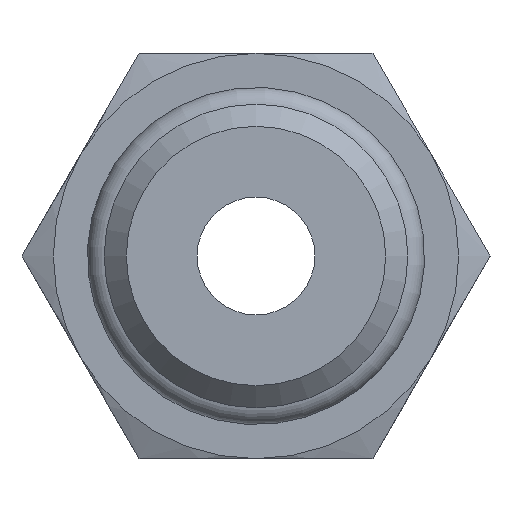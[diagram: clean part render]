
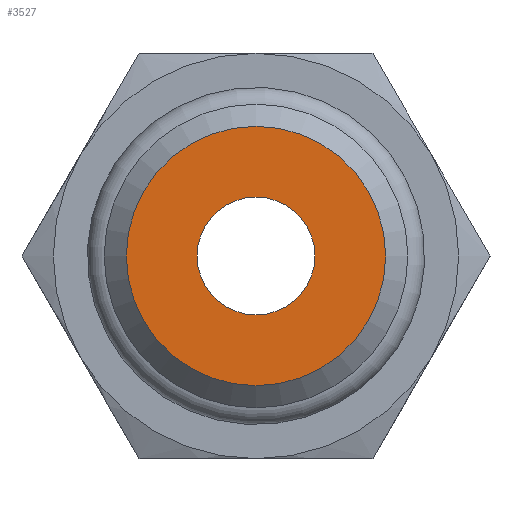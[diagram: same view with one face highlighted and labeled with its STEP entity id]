
A CAD part, left-side view. The second image highlights one B-rep face of the part: STEP entity #3527.
In plain terms, the highlighted planar face has unit normal (-1, 0, 0).
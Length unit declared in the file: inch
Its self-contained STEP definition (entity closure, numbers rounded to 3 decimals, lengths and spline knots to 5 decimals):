
#3416=CARTESIAN_POINT('',(-0.395,-0.109,0.));
#3417=VERTEX_POINT('',#3416);
#3418=CARTESIAN_POINT('',(-0.395,0.,0.));
#3419=DIRECTION('',(1.0,0.0,0.0));
#3420=DIRECTION('',(0.0,1.0,0.0));
#3421=AXIS2_PLACEMENT_3D('',#3418,#3419,#3420);
#3422=CIRCLE('',#3421,0.109);
#3423=EDGE_CURVE('',#3417,#3417,#3422,.T.);
#3501=CARTESIAN_POINT('',(-0.395,0.,0.24));
#3502=VERTEX_POINT('',#3501);
#3503=CARTESIAN_POINT('',(-0.395,0.,0.));
#3504=DIRECTION('',(1.0,0.0,0.0));
#3505=DIRECTION('',(0.0,0.0,-1.0));
#3506=AXIS2_PLACEMENT_3D('',#3503,#3504,#3505);
#3507=CIRCLE('',#3506,0.24);
#3508=EDGE_CURVE('',#3502,#3502,#3507,.T.);
#3516=CARTESIAN_POINT('',(-0.395,0.,0.));
#3517=DIRECTION('',(1.0,0.0,0.0));
#3518=DIRECTION('',(0.0,0.0,-1.0));
#3519=AXIS2_PLACEMENT_3D('',#3516,#3517,#3518);
#3520=PLANE('',#3519);
#3521=ORIENTED_EDGE('',*,*,#3508,.F.);
#3522=EDGE_LOOP('',(#3521));
#3523=FACE_OUTER_BOUND('',#3522,.T.);
#3524=ORIENTED_EDGE('',*,*,#3423,.T.);
#3525=EDGE_LOOP('',(#3524));
#3526=FACE_BOUND('',#3525,.T.);
#3527=ADVANCED_FACE('',(#3523,#3526),#3520,.F.);
